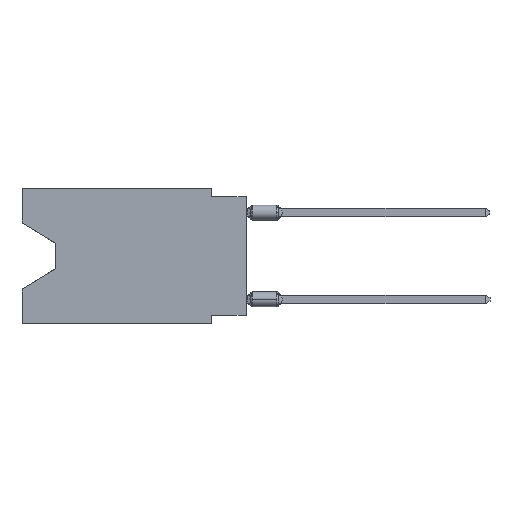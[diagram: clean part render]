
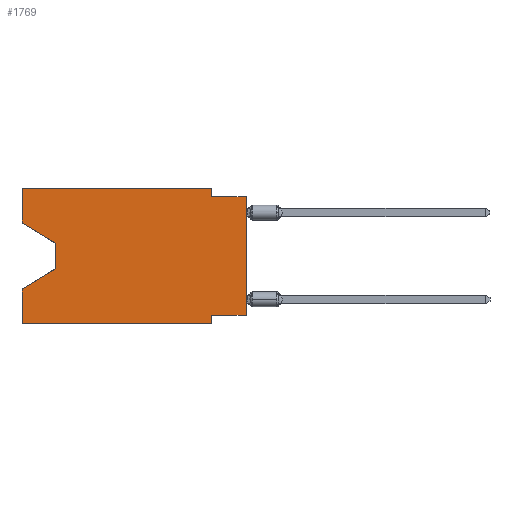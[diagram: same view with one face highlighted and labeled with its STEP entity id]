
A CAD part, left-side view. The second image highlights one B-rep face of the part: STEP entity #1769.
In plain terms, the highlighted planar face has unit normal (-1, 0, 0).
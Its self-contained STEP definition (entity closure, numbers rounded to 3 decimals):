
#134 = LINE ( 'NONE', #11207, #13561 ) ;
#359 = VERTEX_POINT ( 'NONE', #6743 ) ;
#364 = VECTOR ( 'NONE', #5598, 1000. ) ;
#409 = ORIENTED_EDGE ( 'NONE', *, *, #780, .T. ) ;
#437 = VERTEX_POINT ( 'NONE', #10883 ) ;
#473 = LINE ( 'NONE', #11548, #1027 ) ;
#741 = VECTOR ( 'NONE', #14156, 1000. ) ;
#780 = EDGE_CURVE ( 'NONE', #12306, #3284, #2195, .T. ) ;
#801 = ORIENTED_EDGE ( 'NONE', *, *, #10832, .F. ) ;
#936 = VERTEX_POINT ( 'NONE', #3660 ) ;
#958 = LINE ( 'NONE', #6733, #6992 ) ;
#1001 = CARTESIAN_POINT ( 'NONE',  ( 0., 16.383, -9.906 ) ) ;
#1027 = VECTOR ( 'NONE', #12638, 1000. ) ;
#1099 = CARTESIAN_POINT ( 'NONE',  ( 0., 13.97, -5.893 ) ) ;
#1132 = FACE_OUTER_BOUND ( 'NONE', #14359, .T. ) ;
#1144 = CARTESIAN_POINT ( 'NONE',  ( 0., 0., -0.635 ) ) ;
#1153 = VERTEX_POINT ( 'NONE', #1001 ) ;
#1406 = ORIENTED_EDGE ( 'NONE', *, *, #6850, .F. ) ;
#1461 = EDGE_CURVE ( 'NONE', #1153, #3284, #3777, .T. ) ;
#1769 = ADVANCED_FACE ( 'NONE', ( #1132 ), #5586, .F. ) ;
#2057 = DIRECTION ( 'NONE',  ( 0., 1., 0. ) ) ;
#2195 = LINE ( 'NONE', #1099, #2220 ) ;
#2220 = VECTOR ( 'NONE', #5557, 1000. ) ;
#2242 = DIRECTION ( 'NONE',  ( 0., 0., -1. ) ) ;
#2244 = ORIENTED_EDGE ( 'NONE', *, *, #3618, .T. ) ;
#2344 = CARTESIAN_POINT ( 'NONE',  ( 0., 16.383, -2.546 ) ) ;
#2417 = CARTESIAN_POINT ( 'NONE',  ( 0., 16.383, -9.906 ) ) ;
#2603 = VECTOR ( 'NONE', #12351, 1000. ) ;
#2849 = VECTOR ( 'NONE', #5608, 1000. ) ;
#2904 = ORIENTED_EDGE ( 'NONE', *, *, #10315, .T. ) ;
#3050 = EDGE_CURVE ( 'NONE', #9892, #11237, #11192, .T. ) ;
#3284 = VERTEX_POINT ( 'NONE', #11469 ) ;
#3618 = EDGE_CURVE ( 'NONE', #936, #12306, #958, .T. ) ;
#3660 = CARTESIAN_POINT ( 'NONE',  ( 0., 13.97, -4.013 ) ) ;
#3777 = LINE ( 'NONE', #3923, #7831 ) ;
#3849 = DIRECTION ( 'NONE',  ( 0., 0., 1. ) ) ;
#3923 = CARTESIAN_POINT ( 'NONE',  ( 0., 16.383, 0. ) ) ;
#4400 = LINE ( 'NONE', #2417, #6947 ) ;
#4500 = CARTESIAN_POINT ( 'NONE',  ( 0., 16.383, 0. ) ) ;
#4534 = CARTESIAN_POINT ( 'NONE',  ( 0., 2.54, -0.635 ) ) ;
#4596 = DIRECTION ( 'NONE',  ( 0., 0., 1. ) ) ;
#5346 = CARTESIAN_POINT ( 'NONE',  ( 0., 16.383, 0. ) ) ;
#5557 = DIRECTION ( 'NONE',  ( 0., 0.855, -0.519 ) ) ;
#5586 = PLANE ( 'NONE',  #8744 ) ;
#5598 = DIRECTION ( 'NONE',  ( 0., -1., 0. ) ) ;
#5608 = DIRECTION ( 'NONE',  ( 0., -0.855, -0.519 ) ) ;
#5928 = ORIENTED_EDGE ( 'NONE', *, *, #14065, .T. ) ;
#6320 = VERTEX_POINT ( 'NONE', #6423 ) ;
#6323 = VERTEX_POINT ( 'NONE', #4534 ) ;
#6423 = CARTESIAN_POINT ( 'NONE',  ( 0., 2.54, -9.906 ) ) ;
#6631 = VERTEX_POINT ( 'NONE', #10560 ) ;
#6674 = ORIENTED_EDGE ( 'NONE', *, *, #9247, .F. ) ;
#6733 = CARTESIAN_POINT ( 'NONE',  ( 0., 13.97, -4.013 ) ) ;
#6743 = CARTESIAN_POINT ( 'NONE',  ( 0., 0., -0.635 ) ) ;
#6803 = DIRECTION ( 'NONE',  ( 0., 0., -1. ) ) ;
#6816 = CARTESIAN_POINT ( 'NONE',  ( 0., 2.54, 0. ) ) ;
#6840 = EDGE_CURVE ( 'NONE', #9495, #6323, #8859, .T. ) ;
#6850 = EDGE_CURVE ( 'NONE', #6323, #359, #11137, .T. ) ;
#6878 = DIRECTION ( 'NONE',  ( 0., -1., 0. ) ) ;
#6940 = ORIENTED_EDGE ( 'NONE', *, *, #3050, .F. ) ;
#6947 = VECTOR ( 'NONE', #6878, 1000. ) ;
#6992 = VECTOR ( 'NONE', #6803, 1000. ) ;
#7831 = VECTOR ( 'NONE', #3849, 1000. ) ;
#7921 = CARTESIAN_POINT ( 'NONE',  ( 0., 16.383, 0. ) ) ;
#8539 = CARTESIAN_POINT ( 'NONE',  ( 0., 0., -9.271 ) ) ;
#8744 = AXIS2_PLACEMENT_3D ( 'NONE', #4500, #11187, #8924 ) ;
#8859 = LINE ( 'NONE', #13298, #13144 ) ;
#8924 = DIRECTION ( 'NONE',  ( 0., 0., -1. ) ) ;
#9247 = EDGE_CURVE ( 'NONE', #11237, #9495, #473, .T. ) ;
#9365 = VECTOR ( 'NONE', #2057, 1000. ) ;
#9495 = VERTEX_POINT ( 'NONE', #6816 ) ;
#9699 = LINE ( 'NONE', #8539, #9365 ) ;
#9892 = VERTEX_POINT ( 'NONE', #2344 ) ;
#10315 = EDGE_CURVE ( 'NONE', #9892, #936, #11210, .T. ) ;
#10560 = CARTESIAN_POINT ( 'NONE',  ( 0., 2.54, -9.271 ) ) ;
#10757 = LINE ( 'NONE', #13146, #741 ) ;
#10832 = EDGE_CURVE ( 'NONE', #437, #6631, #9699, .T. ) ;
#10883 = CARTESIAN_POINT ( 'NONE',  ( 0., 0., -9.271 ) ) ;
#10995 = CARTESIAN_POINT ( 'NONE',  ( 0., 16.383, -2.546 ) ) ;
#11137 = LINE ( 'NONE', #1144, #364 ) ;
#11187 = DIRECTION ( 'NONE',  ( 1., 0., 0. ) ) ;
#11192 = LINE ( 'NONE', #7921, #2603 ) ;
#11207 = CARTESIAN_POINT ( 'NONE',  ( 0., 0., 0. ) ) ;
#11210 = LINE ( 'NONE', #10995, #2849 ) ;
#11237 = VERTEX_POINT ( 'NONE', #5346 ) ;
#11469 = CARTESIAN_POINT ( 'NONE',  ( 0., 16.383, -7.36 ) ) ;
#11548 = CARTESIAN_POINT ( 'NONE',  ( 0., 16.383, 0. ) ) ;
#11658 = EDGE_CURVE ( 'NONE', #437, #359, #134, .T. ) ;
#11863 = EDGE_CURVE ( 'NONE', #6631, #6320, #10757, .T. ) ;
#12278 = ORIENTED_EDGE ( 'NONE', *, *, #11863, .F. ) ;
#12306 = VERTEX_POINT ( 'NONE', #13717 ) ;
#12351 = DIRECTION ( 'NONE',  ( 0., 0., 1. ) ) ;
#12638 = DIRECTION ( 'NONE',  ( 0., -1., 0. ) ) ;
#12659 = ORIENTED_EDGE ( 'NONE', *, *, #6840, .F. ) ;
#13002 = ORIENTED_EDGE ( 'NONE', *, *, #11658, .T. ) ;
#13144 = VECTOR ( 'NONE', #2242, 1000. ) ;
#13146 = CARTESIAN_POINT ( 'NONE',  ( 0., 2.54, -9.906 ) ) ;
#13298 = CARTESIAN_POINT ( 'NONE',  ( 0., 2.54, 0. ) ) ;
#13561 = VECTOR ( 'NONE', #4596, 1000. ) ;
#13631 = ORIENTED_EDGE ( 'NONE', *, *, #1461, .F. ) ;
#13717 = CARTESIAN_POINT ( 'NONE',  ( 0., 13.97, -5.893 ) ) ;
#14065 = EDGE_CURVE ( 'NONE', #1153, #6320, #4400, .T. ) ;
#14156 = DIRECTION ( 'NONE',  ( 0., 0., -1. ) ) ;
#14359 = EDGE_LOOP ( 'NONE', ( #2904, #2244, #409, #13631, #5928, #12278, #801, #13002, #1406, #12659, #6674, #6940 ) ) ;
